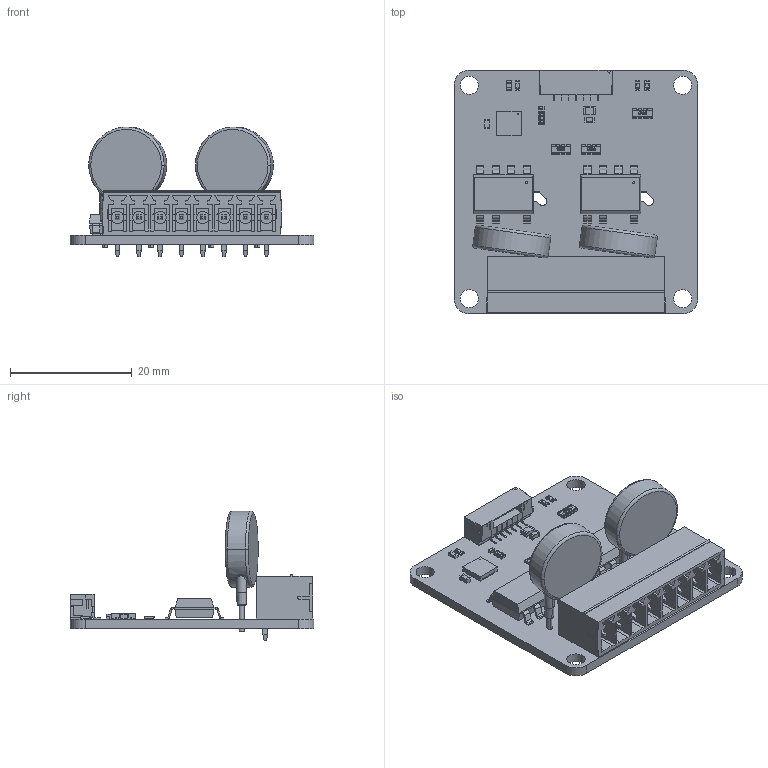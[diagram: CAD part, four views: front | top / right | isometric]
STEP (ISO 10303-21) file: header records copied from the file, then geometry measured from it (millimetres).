
FILE_DESCRIPTION(('FreeCAD Model'),'2;1');
FILE_NAME('Open CASCADE Shape Model','2021-04-28T20:28:42',('Author'),( ''),'Open CASCADE STEP processor 7.5','FreeCAD','Unknown');
FILE_SCHEMA(('AUTOMOTIVE_DESIGN { 1 0 10303 214 1 1 1 1 }'));
Length unit declared in the file: millimetre
Products named in the file (42): industrial-dual-ac-relay; Board_Geoms_ce84; Pcb_ce84; Step_Models_ce84; Top_ce84; RP3_Compound_5B27795D; R4_Var_10mm_5F27D5DB; RP2_Cut_5A58BB7E; U1_QFN-24_4x4mm_Pitch0.5mm_5F27E068; C1_C_0603_5B2778F5; C2_C_0402_5B2778FA; C3_C_0805_5B2778FF; C4_C_0603_5B277904; D1_Compound_5B277909; D2_Compound_5F27DD51; D5_Compound_5B27791D; P1_BrickletConn_7pin_5B277922; P2_8er_Phoenix_Buchse_5B27792E; R5_R_0603_5B27794D; RP1_Compound_5B277952; R1_Var_10mm_5F27E3CD; RP4_Compound_5F27D5EB; U2_aqh-relay_5F27E3EE; part; part001; part002; part003; part004; part005; part006; part007; part008; U5_aqh-relay_5F27D62B; part009; part010; part011; part012; part013; part014; part015 ...
Assembly tree (41 placements, depth 5):
  industrial-dual-ac-relay
    Board_Geoms_ce84
      Pcb_ce84
    Step_Models_ce84
      Top_ce84
        RP3_Compound_5B27795D
        R4_Var_10mm_5F27D5DB
        RP2_Cut_5A58BB7E
        U1_QFN-24_4x4mm_Pitch0.5mm_5F27E068
        C1_C_0603_5B2778F5
        C2_C_0402_5B2778FA
        C3_C_0805_5B2778FF
        C4_C_0603_5B277904
        D1_Compound_5B277909
        D2_Compound_5F27DD51
        D5_Compound_5B27791D
        P1_BrickletConn_7pin_5B277922
        P2_8er_Phoenix_Buchse_5B27792E
        R5_R_0603_5B27794D
        RP1_Compound_5B277952
        R1_Var_10mm_5F27E3CD
        RP4_Compound_5F27D5EB
        U2_aqh-relay_5F27E3EE
          part
          part001
          part002
          part003
          part004
          part005
          part006
          part007
          part008
        U5_aqh-relay_5F27D62B
          part009
          part010
          part011
          part012
          part013
          part014
          part015
          part016
          part017
Bounding box: 40 x 40 x 21.32 mm (x, y, z)
Volume: 4798.1 mm3; surface area: 8379.5 mm2
Topology: 48 solids, 52 shells, 2911 faces, 14402 edges, 30602 vertices
Faces by surface type: plane 2152, bspline 426, cylinder 309, torus 16, cone 8
Full cylindrical faces by diameter (mm): 0.32 x2, 0.9 x4, 1.4 x8, 2 x8, 3 x4
Entity records: 204951 total; most frequent: CARTESIAN_POINT 57045, DIRECTION 17808, ORIENTED_EDGE 16132, LINE 11002, VECTOR 11002, EDGE_CURVE 8066, GEOMETRIC_CURVE_SET 6330, TRIMMED_CURVE 6324
